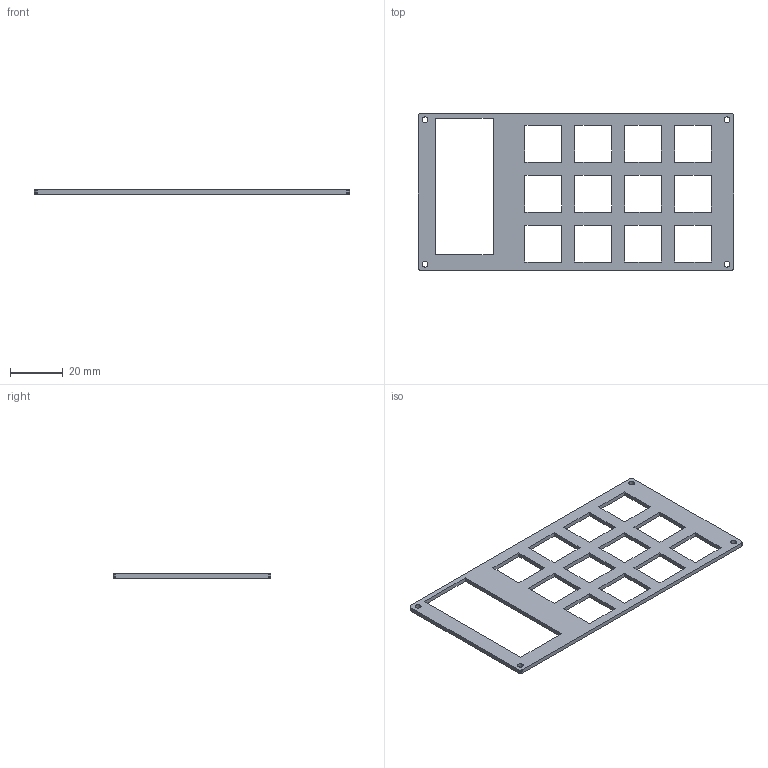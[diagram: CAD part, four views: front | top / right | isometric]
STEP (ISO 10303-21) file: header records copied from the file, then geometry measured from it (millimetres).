
FILE_DESCRIPTION(('KiCad electronic assembly'),'2;1');
FILE_NAME('swplate.step','2024-08-19T15:47:17',('Pcbnew'),('Kicad'), 'Open CASCADE STEP processor 7.7','KiCad to STEP converter','Unknown' );
FILE_SCHEMA(('AUTOMOTIVE_DESIGN { 1 0 10303 214 1 1 1 1 }'));
Length unit declared in the file: millimetre
Products named in the file (2): swplate 1; swplate PCB
Assembly tree (1 placements, depth 2):
  swplate 1
    swplate PCB
Bounding box: 120 x 60 x 1.6 mm (x, y, z)
Volume: 5901.2 mm3; surface area: 9305.9 mm2
Topology: 1 solids, 1 shells, 94 faces, 276 edges, 184 vertices
Faces by surface type: plane 90, cylinder 4
Full cylindrical faces by diameter (mm): 2.2 x4
Entity records: 6797 total; most frequent: CARTESIAN_POINT 1156, DIRECTION 1020, LINE 812, VECTOR 812, ORIENTED_EDGE 552, PCURVE 552, DEFINITIONAL_REPRESENTATION 552, EDGE_CURVE 276
